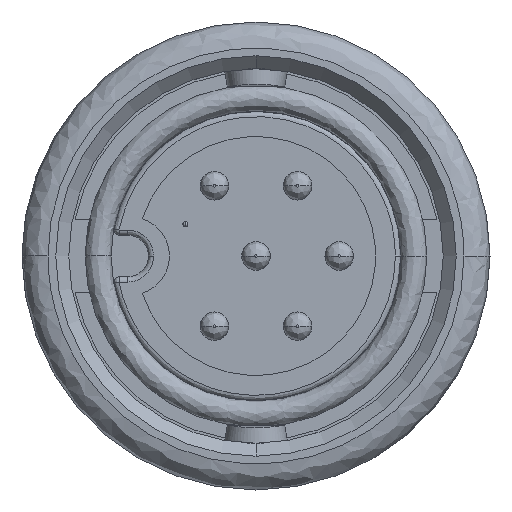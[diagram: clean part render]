
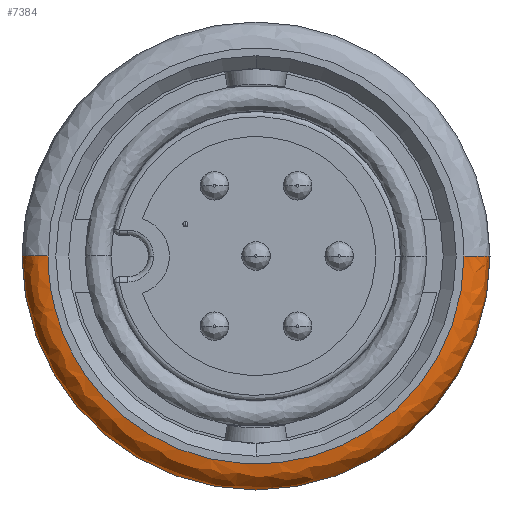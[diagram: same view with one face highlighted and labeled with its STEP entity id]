
A CAD part, left-side view. The second image highlights one B-rep face of the part: STEP entity #7384.
In plain terms, the highlighted free-form (B-spline) face has degree [3, 3] with [4, 4] control points.
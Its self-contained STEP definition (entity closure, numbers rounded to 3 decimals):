
#35 = CARTESIAN_POINT ( 'NONE',  ( -13.4, 8., 0. ) ) ;
#71 = CARTESIAN_POINT ( 'NONE',  ( -13.4, 8., -16. ) ) ;
#88 = CARTESIAN_POINT ( 'NONE',  ( -13.4, -8., -16. ) ) ;
#105 = CARTESIAN_POINT ( 'NONE',  ( -13.4, -8., 0. ) ) ;
#1292 = EDGE_CURVE ( 'NONE', #12734, #11517, #2583, .T. ) ;
#2583 = CIRCLE ( 'NONE', #15580, 9. ) ;
#2599 = DIRECTION ( 'NONE',  ( 0., -1., 0. ) ) ;
#2618 = DIRECTION ( 'NONE',  ( 0., 0., 1. ) ) ;
#2670 = DIRECTION ( 'NONE',  ( 0., 0., -1. ) ) ;
#2728 = CARTESIAN_POINT ( 'NONE',  ( -12.4, -8., 0. ) ) ;
#2862 = EDGE_LOOP ( 'NONE', ( #6123, #8197, #5062, #9860 ) ) ;
#3541 = CIRCLE ( 'NONE', #9016, 1. ) ;
#5062 = ORIENTED_EDGE ( 'NONE', *, *, #1292, .T. ) ;
#6123 = ORIENTED_EDGE ( 'NONE', *, *, #6203, .T. ) ;
#6203 = EDGE_CURVE ( 'NONE', #8210, #10198, #13196, .T. ) ;
#6248 = CARTESIAN_POINT ( 'NONE',  ( -13.4, -8., 0. ) ) ;
#6718 = EDGE_CURVE ( 'NONE', #10198, #12734, #3541, .T. ) ;
#7384 = ADVANCED_FACE ( 'NONE', ( #14052 ), #15237, .T. ) ;
#8197 = ORIENTED_EDGE ( 'NONE', *, *, #6718, .T. ) ;
#8210 = VERTEX_POINT ( 'NONE', #6248 ) ;
#8789 = CARTESIAN_POINT ( 'NONE',  ( -12.4, 8., 0. ) ) ;
#9016 = AXIS2_PLACEMENT_3D ( 'NONE', #8789, #2670, #9836 ) ;
#9084 = AXIS2_PLACEMENT_3D ( 'NONE', #2728, #2618, #2599 ) ;
#9247 = CARTESIAN_POINT ( 'NONE',  ( -13.4, 8., 0. ) ) ;
#9560 = CARTESIAN_POINT ( 'NONE',  ( -12.4, -9., 0. ) ) ;
#9836 = DIRECTION ( 'NONE',  ( 0., 1., 0. ) ) ;
#9860 = ORIENTED_EDGE ( 'NONE', *, *, #12104, .F. ) ;
#10198 = VERTEX_POINT ( 'NONE', #9247 ) ;
#11517 = VERTEX_POINT ( 'NONE', #9560 ) ;
#11608 = CARTESIAN_POINT ( 'NONE',  ( -12.4, -9., 0. ) ) ;
#11611 = CARTESIAN_POINT ( 'NONE',  ( -12.4, -9., -18. ) ) ;
#11633 = CARTESIAN_POINT ( 'NONE',  ( -12.4, 9., -18. ) ) ;
#11647 = CARTESIAN_POINT ( 'NONE',  ( -12.4, 9., 0. ) ) ;
#11670 = CARTESIAN_POINT ( 'NONE',  ( -12.986, -9., 0. ) ) ;
#11688 = CARTESIAN_POINT ( 'NONE',  ( -12.986, -9., -18. ) ) ;
#11692 = CARTESIAN_POINT ( 'NONE',  ( -12.986, 9., -18. ) ) ;
#11700 = CARTESIAN_POINT ( 'NONE',  ( -12.986, 9., 0. ) ) ;
#11721 = CARTESIAN_POINT ( 'NONE',  ( -13.4, -8.586, 0. ) ) ;
#11745 = CARTESIAN_POINT ( 'NONE',  ( -13.4, -8.586, -17.172 ) ) ;
#11746 = CARTESIAN_POINT ( 'NONE',  ( -13.4, 8.586, -17.172 ) ) ;
#11762 = CARTESIAN_POINT ( 'NONE',  ( -13.4, 8.586, 0. ) ) ;
#11780 = CARTESIAN_POINT ( 'NONE',  ( -13.4, -8., 0. ) ) ;
#11802 = CARTESIAN_POINT ( 'NONE',  ( -13.4, -8., -16. ) ) ;
#11834 = CARTESIAN_POINT ( 'NONE',  ( -13.4, 8., -16. ) ) ;
#11869 = CARTESIAN_POINT ( 'NONE',  ( -13.4, 8., 0. ) ) ;
#12104 = EDGE_CURVE ( 'NONE', #8210, #11517, #16172, .T. ) ;
#12734 = VERTEX_POINT ( 'NONE', #14191 ) ;
#13196 =( BOUNDED_CURVE ( )  B_SPLINE_CURVE ( 3, ( #105, #88, #71, #35 ),
 .UNSPECIFIED., .F., .F. ) 
 B_SPLINE_CURVE_WITH_KNOTS ( ( 4, 4 ),
 ( 0., 1. ),
 .UNSPECIFIED. ) 
 CURVE ( )  GEOMETRIC_REPRESENTATION_ITEM ( )  RATIONAL_B_SPLINE_CURVE ( ( 1., 0.333, 0.333, 1. ) ) 
 REPRESENTATION_ITEM ( '' )  );
#14052 = FACE_OUTER_BOUND ( 'NONE', #2862, .T. ) ;
#14191 = CARTESIAN_POINT ( 'NONE',  ( -12.4, 9., 0. ) ) ;
#14886 = DIRECTION ( 'NONE',  ( 0., -1., 0. ) ) ;
#14889 = DIRECTION ( 'NONE',  ( -1., 0., 0. ) ) ;
#14905 = CARTESIAN_POINT ( 'NONE',  ( -12.4, 0., 0. ) ) ;
#15237 =( BOUNDED_SURFACE ( )  B_SPLINE_SURFACE ( 3, 3, ( 
 ( #11869, #11834, #11802, #11780 ),
 ( #11762, #11746, #11745, #11721 ),
 ( #11700, #11692, #11688, #11670 ),
 ( #11647, #11633, #11611, #11608 ) ),
 .UNSPECIFIED., .F., .F., .T. ) 
 B_SPLINE_SURFACE_WITH_KNOTS ( ( 4, 4 ),
 ( 4, 4 ),
 ( 0., 1. ),
 ( 0., 1. ),
 .UNSPECIFIED. ) 
 GEOMETRIC_REPRESENTATION_ITEM ( )  RATIONAL_B_SPLINE_SURFACE ( (
 ( 1., 0.333, 0.333, 1.),
 ( 0.805, 0.268, 0.268, 0.805),
 ( 0.805, 0.268, 0.268, 0.805),
 ( 1., 0.333, 0.333, 1.) ) ) 
 REPRESENTATION_ITEM ( '' )  SURFACE ( )  );
#15580 = AXIS2_PLACEMENT_3D ( 'NONE', #14905, #14889, #14886 ) ;
#16172 = CIRCLE ( 'NONE', #9084, 1. ) ;
